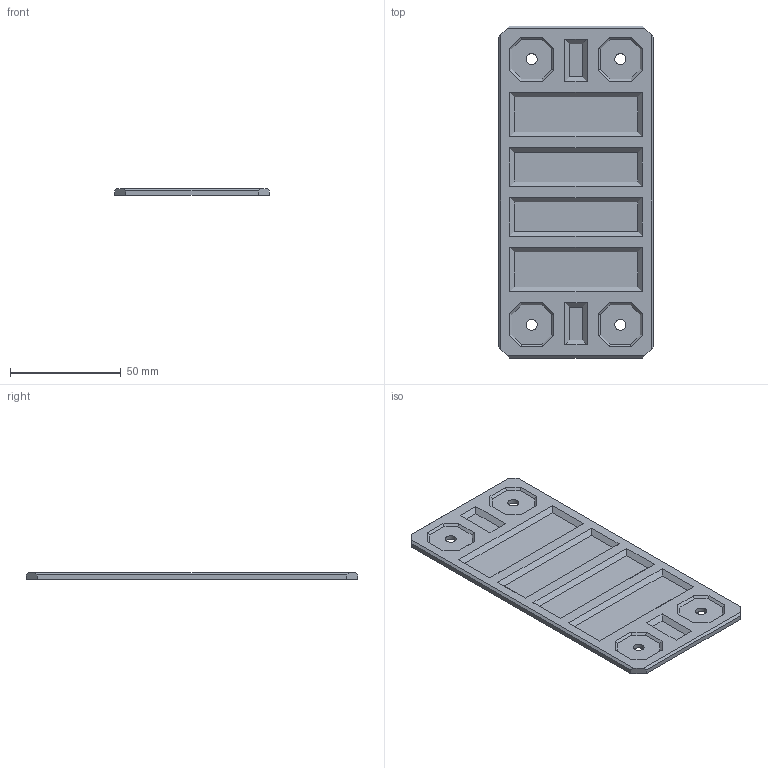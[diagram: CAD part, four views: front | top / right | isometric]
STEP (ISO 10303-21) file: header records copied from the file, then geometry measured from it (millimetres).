
FILE_DESCRIPTION(('STEP AP242'), '1');
FILE_NAME('Äåòàëü Áîêîâàÿ ñòåíêà 7 ñì', '', ('UNSPECIFIED'), ('UNSPECIFIED'), 'C3D Converter', 'C3D Toolkit', '');
FILE_SCHEMA(('AP242_MANAGED_MODEL_BASED_3D_ENGINEERING_MIM_LF { 1 0 10303 442 1 1 4 }'));
Length unit declared in the file: millimetre
Bounding box: 70 x 150 x 3 mm (x, y, z)
Volume: 21391.7 mm3; surface area: 22601 mm2
Topology: 1 solids, 1 shells, 84 faces, 216 edges, 144 vertices
Faces by surface type: plane 80, cylinder 4
Full cylindrical faces by diameter (mm): 5 x4
Entity records: 3216 total; most frequent: CARTESIAN_POINT 441, ORIENTED_EDGE 424, DIRECTION 390, EDGE_CURVE 212, LINE 204, VECTOR 204, VERTEX_POINT 144, EDGE_LOOP 106
